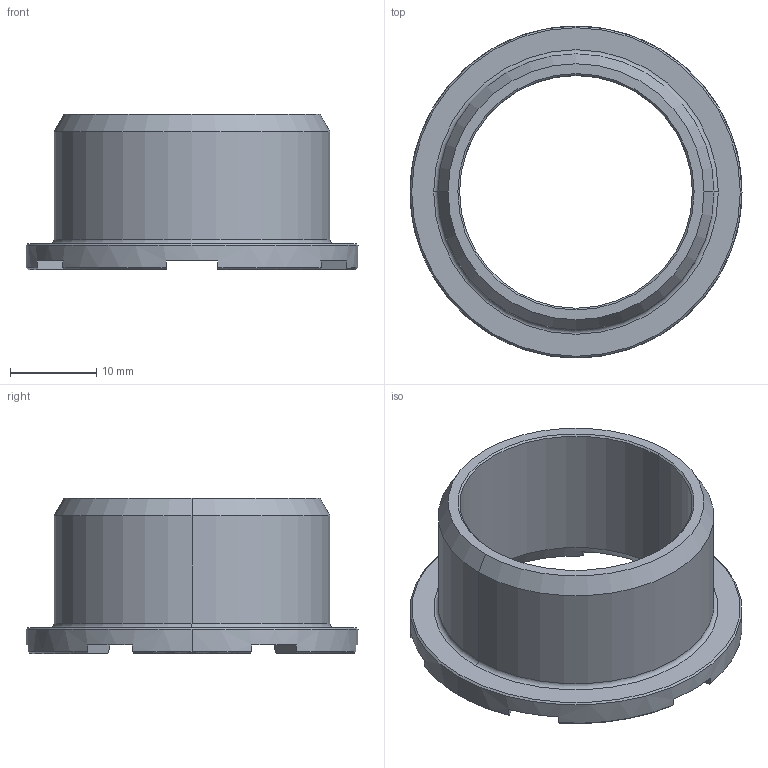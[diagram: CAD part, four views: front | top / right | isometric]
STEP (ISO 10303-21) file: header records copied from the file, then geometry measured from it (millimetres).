
FILE_DESCRIPTION((''),'2;1');
FILE_NAME('INSERT_ETRIER','2020-06-04T',('lionel'),(''),'PRO/ENGINEER BY PARAMETRIC TECHNOLOGY CORPORATION, 2014000','PRO/ENGINEER BY PARAMETRIC TECHNOLOGY CORPORATION, 2014000','');
FILE_SCHEMA(('CONFIG_CONTROL_DESIGN'));
Length unit declared in the file: millimetre
Products named in the file (1): INSERT_ETRIER
Bounding box: 38.5 x 38.5 x 18 mm (x, y, z)
Volume: 4859 mm3; surface area: 4370.8 mm2
Topology: 1 solids, 1 shells, 48 faces, 128 edges, 82 vertices
Faces by surface type: plane 26, cone 14, cylinder 6, torus 2
Entity records: 1606 total; most frequent: CARTESIAN_POINT 364, ORIENTED_EDGE 256, DIRECTION 254, EDGE_CURVE 128, AXIS2_PLACEMENT_3D 102, VERTEX_POINT 82, CIRCLE 54, VECTOR 50
